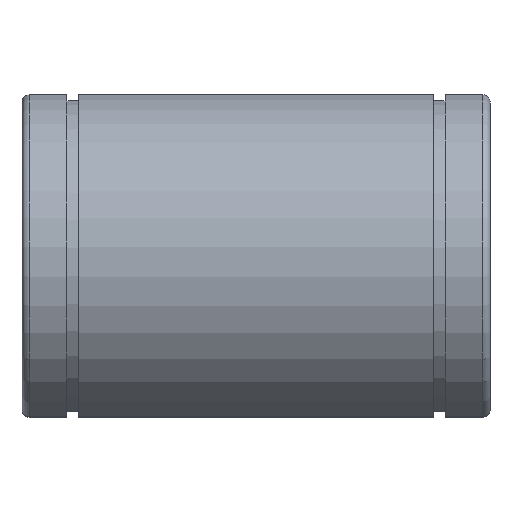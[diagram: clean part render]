
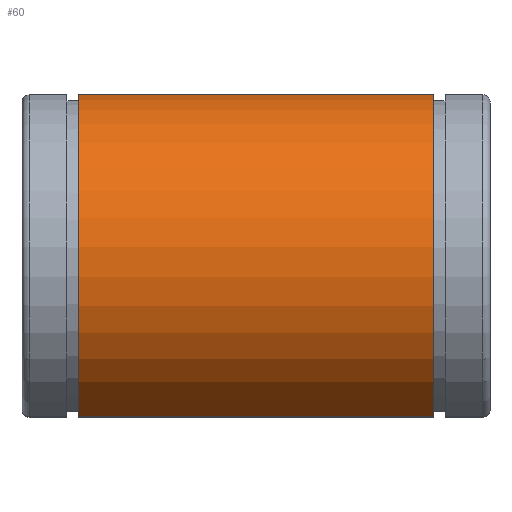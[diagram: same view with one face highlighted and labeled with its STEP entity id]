
A CAD part, top view. The second image highlights one B-rep face of the part: STEP entity #60.
In plain terms, the highlighted cylindrical face has radius 60 mm (diameter 120 mm), a partial arc.
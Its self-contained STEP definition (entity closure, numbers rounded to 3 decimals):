
#60 = ADVANCED_FACE( '', ( #122 ), #123, .T. );
#122 = FACE_OUTER_BOUND( '', #183, .T. );
#123 = CYLINDRICAL_SURFACE( '', #184, 60. );
#183 = EDGE_LOOP( '', ( #295, #296, #297, #298 ) );
#184 = AXIS2_PLACEMENT_3D( '', #299, #300, #301 );
#295 = ORIENTED_EDGE( '', *, *, #424, .F. );
#296 = ORIENTED_EDGE( '', *, *, #396, .T. );
#297 = ORIENTED_EDGE( '', *, *, #425, .T. );
#298 = ORIENTED_EDGE( '', *, *, #426, .T. );
#299 = CARTESIAN_POINT( '', ( 165., 0., 0. ) );
#300 = DIRECTION( '', ( -1., 0., 0. ) );
#301 = DIRECTION( '', ( 0., 0., -1. ) );
#396 = EDGE_CURVE( '', #474, #472, #475, .F. );
#424 = EDGE_CURVE( '', #474, #518, #519, .T. );
#425 = EDGE_CURVE( '', #472, #520, #521, .T. );
#426 = EDGE_CURVE( '', #520, #518, #522, .T. );
#472 = VERTEX_POINT( '', #594 );
#474 = VERTEX_POINT( '', #597 );
#475 = LINE( '', #598, #599 );
#518 = VERTEX_POINT( '', #720 );
#519 = CIRCLE( '', #721, 60. );
#520 = VERTEX_POINT( '', #722 );
#521 = CIRCLE( '', #723, 60. );
#522 = LINE( '', #724, #725 );
#594 = CARTESIAN_POINT( '', ( 20., -53.779, -26.606 ) );
#597 = CARTESIAN_POINT( '', ( 145., -53.779, -26.606 ) );
#598 = CARTESIAN_POINT( '', ( 165., -53.779, -26.606 ) );
#599 = VECTOR( '', #823, 1000. );
#720 = CARTESIAN_POINT( '', ( 145., -53.779, 26.606 ) );
#721 = AXIS2_PLACEMENT_3D( '', #855, #856, #857 );
#722 = CARTESIAN_POINT( '', ( 20., -53.779, 26.606 ) );
#723 = AXIS2_PLACEMENT_3D( '', #858, #859, #860 );
#724 = CARTESIAN_POINT( '', ( 165., -53.779, 26.606 ) );
#725 = VECTOR( '', #861, 1000. );
#823 = DIRECTION( '', ( 1., 0., 0. ) );
#855 = CARTESIAN_POINT( '', ( 145., 0., 0. ) );
#856 = DIRECTION( '', ( 1., 0., 0. ) );
#857 = DIRECTION( '', ( 0., 0., -1. ) );
#858 = CARTESIAN_POINT( '', ( 20., 0., 0. ) );
#859 = DIRECTION( '', ( 1., 0., 0. ) );
#860 = DIRECTION( '', ( 0., 0., -1. ) );
#861 = DIRECTION( '', ( 1., 0., 0. ) );
